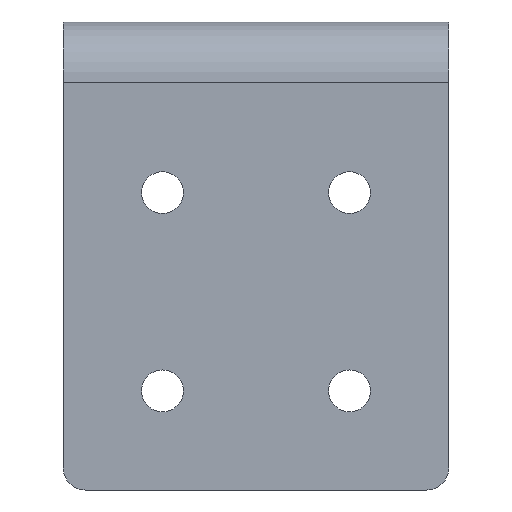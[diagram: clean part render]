
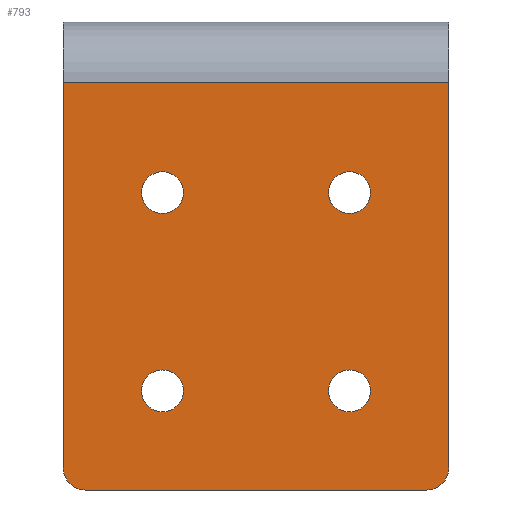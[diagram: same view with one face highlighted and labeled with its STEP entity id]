
A CAD part, front view. The second image highlights one B-rep face of the part: STEP entity #793.
In plain terms, the highlighted planar face has unit normal (0, -1, 0).
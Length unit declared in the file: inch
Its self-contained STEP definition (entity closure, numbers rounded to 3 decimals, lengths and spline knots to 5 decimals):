
#14 = DIRECTION ( 'NONE',  ( 1., 0., 0. ) ) ;
#20 = EDGE_CURVE ( 'NONE', #613, #501, #500, .T. ) ;
#25 = CARTESIAN_POINT ( 'NONE',  ( -0.425, -1.83039, -1.55 ) ) ;
#27 = CARTESIAN_POINT ( 'NONE',  ( 0.33, -1.83039, -0.65 ) ) ;
#38 = DIRECTION ( 'NONE',  ( 1., 0., 0. ) ) ;
#58 = ORIENTED_EDGE ( 'NONE', *, *, #398, .F. ) ;
#62 = CIRCLE ( 'NONE', #293, 0.095 ) ;
#79 = ORIENTED_EDGE ( 'NONE', *, *, #540, .F. ) ;
#90 = CARTESIAN_POINT ( 'NONE',  ( 0.875, -1.83039, -0.15 ) ) ;
#94 = EDGE_CURVE ( 'NONE', #702, #474, #156, .T. ) ;
#98 = CARTESIAN_POINT ( 'NONE',  ( -0.875, -1.83039, -0.15 ) ) ;
#103 = ORIENTED_EDGE ( 'NONE', *, *, #733, .F. ) ;
#114 = DIRECTION ( 'NONE',  ( 1., 0., 0. ) ) ;
#117 = VERTEX_POINT ( 'NONE', #425 ) ;
#130 = EDGE_LOOP ( 'NONE', ( #58, #422 ) ) ;
#142 = CARTESIAN_POINT ( 'NONE',  ( -0.425, -1.83039, -1.55 ) ) ;
#148 = VERTEX_POINT ( 'NONE', #883 ) ;
#152 = CARTESIAN_POINT ( 'NONE',  ( -0.425, -1.83039, -0.65 ) ) ;
#156 = LINE ( 'NONE', #504, #758 ) ;
#165 = LINE ( 'NONE', #720, #319 ) ;
#168 = CIRCLE ( 'NONE', #407, 0.095 ) ;
#171 = CIRCLE ( 'NONE', #296, 0.095 ) ;
#178 = CARTESIAN_POINT ( 'NONE',  ( 0.875, -1.83039, -2. ) ) ;
#187 = VERTEX_POINT ( 'NONE', #520 ) ;
#189 = FACE_BOUND ( 'NONE', #813, .T. ) ;
#191 = DIRECTION ( 'NONE',  ( 1., 0., 0. ) ) ;
#200 = AXIS2_PLACEMENT_3D ( 'NONE', #25, #878, #240 ) ;
#201 = VERTEX_POINT ( 'NONE', #658 ) ;
#203 = CIRCLE ( 'NONE', #791, 0.095 ) ;
#210 = DIRECTION ( 'NONE',  ( 1., 0., 0. ) ) ;
#217 = DIRECTION ( 'NONE',  ( 1., 0., 0. ) ) ;
#221 = DIRECTION ( 'NONE',  ( 1., 0., 0. ) ) ;
#222 = EDGE_CURVE ( 'NONE', #685, #684, #587, .T. ) ;
#228 = ORIENTED_EDGE ( 'NONE', *, *, #803, .T. ) ;
#229 = ORIENTED_EDGE ( 'NONE', *, *, #578, .F. ) ;
#238 = CARTESIAN_POINT ( 'NONE',  ( 0.425, -1.83039, -0.65 ) ) ;
#240 = DIRECTION ( 'NONE',  ( 1., 0., 0. ) ) ;
#243 = ORIENTED_EDGE ( 'NONE', *, *, #441, .F. ) ;
#260 = DIRECTION ( 'NONE',  ( 0., 0., 1. ) ) ;
#270 = EDGE_LOOP ( 'NONE', ( #243, #229 ) ) ;
#277 = AXIS2_PLACEMENT_3D ( 'NONE', #601, #814, #114 ) ;
#279 = DIRECTION ( 'NONE',  ( 1., 0., 0. ) ) ;
#281 = DIRECTION ( 'NONE',  ( 0., -1., 0. ) ) ;
#293 = AXIS2_PLACEMENT_3D ( 'NONE', #142, #430, #217 ) ;
#296 = AXIS2_PLACEMENT_3D ( 'NONE', #357, #431, #221 ) ;
#300 = DIRECTION ( 'NONE',  ( 0., 1., 0. ) ) ;
#307 = AXIS2_PLACEMENT_3D ( 'NONE', #238, #381, #506 ) ;
#319 = VECTOR ( 'NONE', #801, 39.37008 ) ;
#325 = VERTEX_POINT ( 'NONE', #663 ) ;
#328 = DIRECTION ( 'NONE',  ( 0., 1., 0. ) ) ;
#333 = ORIENTED_EDGE ( 'NONE', *, *, #546, .F. ) ;
#339 = CIRCLE ( 'NONE', #859, 0.1 ) ;
#348 = CARTESIAN_POINT ( 'NONE',  ( 0.775, -1.83039, -2. ) ) ;
#357 = CARTESIAN_POINT ( 'NONE',  ( 0.425, -1.83039, -1.55 ) ) ;
#363 = EDGE_CURVE ( 'NONE', #741, #474, #339, .T. ) ;
#364 = EDGE_LOOP ( 'NONE', ( #755, #385 ) ) ;
#365 = DIRECTION ( 'NONE',  ( 0., -1., 0. ) ) ;
#367 = CIRCLE ( 'NONE', #307, 0.095 ) ;
#381 = DIRECTION ( 'NONE',  ( 0., -1., 0. ) ) ;
#385 = ORIENTED_EDGE ( 'NONE', *, *, #882, .F. ) ;
#388 = ORIENTED_EDGE ( 'NONE', *, *, #222, .F. ) ;
#393 = DIRECTION ( 'NONE',  ( 0., -1., 0. ) ) ;
#398 = EDGE_CURVE ( 'NONE', #201, #187, #171, .T. ) ;
#402 = CARTESIAN_POINT ( 'NONE',  ( -0.52, -1.83039, -1.55 ) ) ;
#407 = AXIS2_PLACEMENT_3D ( 'NONE', #838, #281, #851 ) ;
#422 = ORIENTED_EDGE ( 'NONE', *, *, #870, .F. ) ;
#424 = AXIS2_PLACEMENT_3D ( 'NONE', #445, #300, #729 ) ;
#425 = CARTESIAN_POINT ( 'NONE',  ( -0.875, -1.83039, -1.9 ) ) ;
#430 = DIRECTION ( 'NONE',  ( 0., -1., 0. ) ) ;
#431 = DIRECTION ( 'NONE',  ( 0., -1., 0. ) ) ;
#441 = EDGE_CURVE ( 'NONE', #555, #325, #203, .T. ) ;
#445 = CARTESIAN_POINT ( 'NONE',  ( -0.775, -1.83039, -1.9 ) ) ;
#468 = CARTESIAN_POINT ( 'NONE',  ( 0.875, -1.83039, -2. ) ) ;
#471 = FACE_BOUND ( 'NONE', #130, .T. ) ;
#474 = VERTEX_POINT ( 'NONE', #348 ) ;
#484 = AXIS2_PLACEMENT_3D ( 'NONE', #152, #844, #279 ) ;
#500 = CIRCLE ( 'NONE', #484, 0.095 ) ;
#501 = VERTEX_POINT ( 'NONE', #765 ) ;
#504 = CARTESIAN_POINT ( 'NONE',  ( 0.875, -1.83039, -2. ) ) ;
#506 = DIRECTION ( 'NONE',  ( 1., 0., 0. ) ) ;
#517 = CARTESIAN_POINT ( 'NONE',  ( -0.33, -1.83039, -0.65 ) ) ;
#520 = CARTESIAN_POINT ( 'NONE',  ( 0.52, -1.83039, -1.55 ) ) ;
#526 = CIRCLE ( 'NONE', #424, 0.1 ) ;
#540 = EDGE_CURVE ( 'NONE', #702, #117, #526, .T. ) ;
#542 = PLANE ( 'NONE',  #609 ) ;
#546 = EDGE_CURVE ( 'NONE', #117, #685, #165, .T. ) ;
#555 = VERTEX_POINT ( 'NONE', #27 ) ;
#578 = EDGE_CURVE ( 'NONE', #325, #555, #367, .T. ) ;
#587 = LINE ( 'NONE', #90, #712 ) ;
#601 = CARTESIAN_POINT ( 'NONE',  ( -0.425, -1.83039, -0.65 ) ) ;
#609 = AXIS2_PLACEMENT_3D ( 'NONE', #178, #393, #38 ) ;
#613 = VERTEX_POINT ( 'NONE', #517 ) ;
#650 = CIRCLE ( 'NONE', #277, 0.095 ) ;
#658 = CARTESIAN_POINT ( 'NONE',  ( 0.33, -1.83039, -1.55 ) ) ;
#659 = ORIENTED_EDGE ( 'NONE', *, *, #363, .F. ) ;
#660 = EDGE_CURVE ( 'NONE', #787, #148, #900, .T. ) ;
#663 = CARTESIAN_POINT ( 'NONE',  ( 0.52, -1.83039, -0.65 ) ) ;
#671 = FACE_BOUND ( 'NONE', #270, .T. ) ;
#676 = ORIENTED_EDGE ( 'NONE', *, *, #20, .F. ) ;
#677 = CARTESIAN_POINT ( 'NONE',  ( 0.875, -1.83039, -0.15 ) ) ;
#684 = VERTEX_POINT ( 'NONE', #677 ) ;
#685 = VERTEX_POINT ( 'NONE', #98 ) ;
#702 = VERTEX_POINT ( 'NONE', #753 ) ;
#707 = ORIENTED_EDGE ( 'NONE', *, *, #94, .T. ) ;
#712 = VECTOR ( 'NONE', #795, 39.37008 ) ;
#720 = CARTESIAN_POINT ( 'NONE',  ( -0.875, -1.83039, -2. ) ) ;
#729 = DIRECTION ( 'NONE',  ( 1., 0., 0. ) ) ;
#733 = EDGE_CURVE ( 'NONE', #501, #613, #650, .T. ) ;
#735 = FACE_OUTER_BOUND ( 'NONE', #737, .T. ) ;
#737 = EDGE_LOOP ( 'NONE', ( #333, #79, #707, #659, #228, #388 ) ) ;
#741 = VERTEX_POINT ( 'NONE', #881 ) ;
#742 = VECTOR ( 'NONE', #260, 39.37008 ) ;
#753 = CARTESIAN_POINT ( 'NONE',  ( -0.775, -1.83039, -2. ) ) ;
#755 = ORIENTED_EDGE ( 'NONE', *, *, #660, .F. ) ;
#758 = VECTOR ( 'NONE', #210, 39.37008 ) ;
#765 = CARTESIAN_POINT ( 'NONE',  ( -0.52, -1.83039, -0.65 ) ) ;
#787 = VERTEX_POINT ( 'NONE', #402 ) ;
#791 = AXIS2_PLACEMENT_3D ( 'NONE', #843, #365, #14 ) ;
#793 = ADVANCED_FACE ( 'NONE', ( #471, #189, #671, #897, #735 ), #542, .T. ) ;
#795 = DIRECTION ( 'NONE',  ( 1., 0., 0. ) ) ;
#801 = DIRECTION ( 'NONE',  ( 0., 0., 1. ) ) ;
#803 = EDGE_CURVE ( 'NONE', #741, #684, #893, .T. ) ;
#813 = EDGE_LOOP ( 'NONE', ( #103, #676 ) ) ;
#814 = DIRECTION ( 'NONE',  ( 0., -1., 0. ) ) ;
#829 = CARTESIAN_POINT ( 'NONE',  ( 0.775, -1.83039, -1.9 ) ) ;
#838 = CARTESIAN_POINT ( 'NONE',  ( 0.425, -1.83039, -1.55 ) ) ;
#843 = CARTESIAN_POINT ( 'NONE',  ( 0.425, -1.83039, -0.65 ) ) ;
#844 = DIRECTION ( 'NONE',  ( 0., -1., 0. ) ) ;
#851 = DIRECTION ( 'NONE',  ( 1., 0., 0. ) ) ;
#859 = AXIS2_PLACEMENT_3D ( 'NONE', #829, #328, #191 ) ;
#870 = EDGE_CURVE ( 'NONE', #187, #201, #168, .T. ) ;
#878 = DIRECTION ( 'NONE',  ( 0., -1., 0. ) ) ;
#881 = CARTESIAN_POINT ( 'NONE',  ( 0.875, -1.83039, -1.9 ) ) ;
#882 = EDGE_CURVE ( 'NONE', #148, #787, #62, .T. ) ;
#883 = CARTESIAN_POINT ( 'NONE',  ( -0.33, -1.83039, -1.55 ) ) ;
#893 = LINE ( 'NONE', #468, #742 ) ;
#897 = FACE_BOUND ( 'NONE', #364, .T. ) ;
#900 = CIRCLE ( 'NONE', #200, 0.095 ) ;
